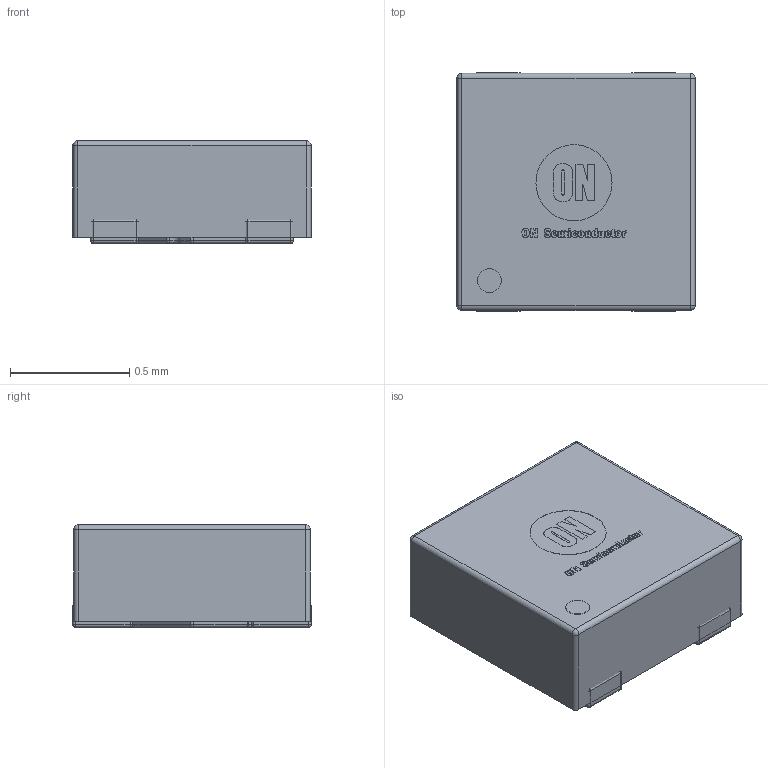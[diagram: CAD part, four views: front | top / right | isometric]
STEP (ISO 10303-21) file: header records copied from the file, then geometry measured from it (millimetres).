
FILE_DESCRIPTION(/* description */ (''),/* implementation_level */ '2;1');
FILE_NAME(/* name */ 'NCP170BMX360TCG.stp',/* time_stamp */ '2022-07-05T10:21:34+02:00',/* author */ ('AbuBakr'),/* organization */ (''),/* preprocessor_version */ 'ST-DEVELOPER v17',/* originating_system */ 'Autodesk Inventor 2019',/* authorisation */ '');
FILE_SCHEMA (('AUTOMOTIVE_DESIGN { 1 0 10303 214 3 1 1 }'));
Length unit declared in the file: millimetre
Products named in the file (5): NCP114AMX075TCG; 1; 2; Pin1_Dot; ON Semiconductor
Assembly tree (4 placements, depth 2):
  NCP114AMX075TCG
    1
    2
    Pin1_Dot
    ON Semiconductor
Bounding box: 1 x 1 x 0.43 mm (x, y, z)
Volume: 0.4 mm3; surface area: 5 mm2
Topology: 25 solids, 25 shells, 540 faces, 1302 edges, 812 vertices
Faces by surface type: plane 198, bspline 198, cylinder 86, sphere 56, torus 2
Full cylindrical faces by diameter (mm): 0.1 x1
Entity records: 17098 total; most frequent: CARTESIAN_POINT 4991, ORIENTED_EDGE 2604, DIRECTION 1950, EDGE_CURVE 1302, VERTEX_POINT 812, LINE 728, VECTOR 728, AXIS2_PLACEMENT_3D 611
